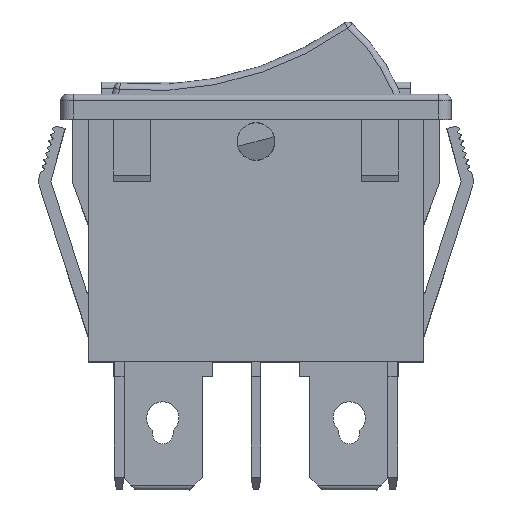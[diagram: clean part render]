
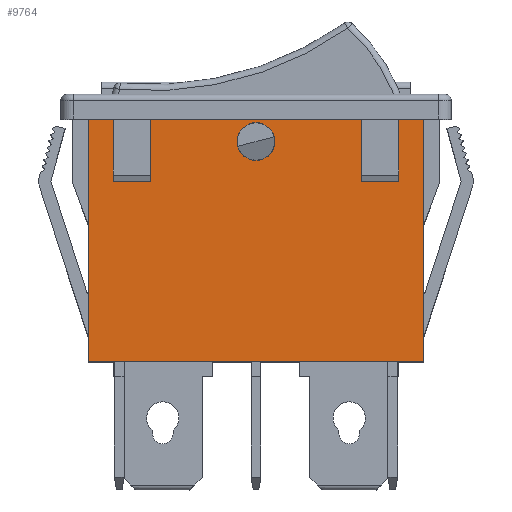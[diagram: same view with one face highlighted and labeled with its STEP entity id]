
A CAD part, top view. The second image highlights one B-rep face of the part: STEP entity #9764.
In plain terms, the highlighted planar face has unit normal (0, 0, 1).
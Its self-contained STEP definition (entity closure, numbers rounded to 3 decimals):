
#121 = CARTESIAN_POINT ( 'NONE',  ( -11.5, -3.2, 13.2 ) ) ;
#162 = LINE ( 'NONE', #10259, #1123 ) ;
#279 = ORIENTED_EDGE ( 'NONE', *, *, #6057, .F. ) ;
#302 = EDGE_CURVE ( 'NONE', #9789, #3245, #10241, .T. ) ;
#309 = VERTEX_POINT ( 'NONE', #668 ) ;
#375 = DIRECTION ( 'NONE',  ( -1., 0., 0. ) ) ;
#668 = CARTESIAN_POINT ( 'NONE',  ( 8.5, 1.8, 13.2 ) ) ;
#706 = ORIENTED_EDGE ( 'NONE', *, *, #842, .F. ) ;
#842 = EDGE_CURVE ( 'NONE', #10934, #9789, #6515, .T. ) ;
#929 = CARTESIAN_POINT ( 'NONE',  ( -8.5, 1.8, 13.2 ) ) ;
#1123 = VECTOR ( 'NONE', #10170, 1000. ) ;
#1257 = VERTEX_POINT ( 'NONE', #11885 ) ;
#1306 = CARTESIAN_POINT ( 'NONE',  ( -11.5, 1.8, 13.2 ) ) ;
#1348 = VECTOR ( 'NONE', #10843, 1000. ) ;
#1409 = CARTESIAN_POINT ( 'NONE',  ( 0., 1.8, 13.2 ) ) ;
#1521 = EDGE_CURVE ( 'NONE', #8826, #1257, #6030, .T. ) ;
#1528 = CARTESIAN_POINT ( 'NONE',  ( 13.5, 1.8, 13.2 ) ) ;
#1529 = EDGE_CURVE ( 'NONE', #309, #3245, #7468, .T. ) ;
#1798 = VECTOR ( 'NONE', #5901, 1000. ) ;
#1988 = VERTEX_POINT ( 'NONE', #10205 ) ;
#2241 = DIRECTION ( 'NONE',  ( 1., 0., 0. ) ) ;
#2249 = CARTESIAN_POINT ( 'NONE',  ( -13.5, 3.8, 13.2 ) ) ;
#2281 = EDGE_CURVE ( 'NONE', #11567, #10934, #2943, .T. ) ;
#2499 = ORIENTED_EDGE ( 'NONE', *, *, #9945, .F. ) ;
#2520 = CARTESIAN_POINT ( 'NONE',  ( 8.5, -3.2, 13.2 ) ) ;
#2717 = EDGE_CURVE ( 'NONE', #8826, #6931, #3661, .T. ) ;
#2865 = EDGE_CURVE ( 'NONE', #7461, #3847, #10361, .T. ) ;
#2943 = LINE ( 'NONE', #8813, #1348 ) ;
#3048 = VECTOR ( 'NONE', #12550, 1000. ) ;
#3082 = LINE ( 'NONE', #10312, #6715 ) ;
#3241 = FACE_OUTER_BOUND ( 'NONE', #9030, .T. ) ;
#3245 = VERTEX_POINT ( 'NONE', #929 ) ;
#3287 = CARTESIAN_POINT ( 'NONE',  ( 13.5, 3.8, 13.2 ) ) ;
#3292 = ORIENTED_EDGE ( 'NONE', *, *, #302, .F. ) ;
#3457 = CARTESIAN_POINT ( 'NONE',  ( -13.5, -17.7, 13.2 ) ) ;
#3661 = LINE ( 'NONE', #3287, #6037 ) ;
#3743 = ORIENTED_EDGE ( 'NONE', *, *, #4286, .F. ) ;
#3847 = VERTEX_POINT ( 'NONE', #2520 ) ;
#4040 = DIRECTION ( 'NONE',  ( 1., 0., 0. ) ) ;
#4286 = EDGE_CURVE ( 'NONE', #1988, #1988, #4578, .T. ) ;
#4290 = DIRECTION ( 'NONE',  ( 0., -1., 0. ) ) ;
#4578 = CIRCLE ( 'NONE', #6812, 1.525 ) ;
#4692 = CARTESIAN_POINT ( 'NONE',  ( -8.5, 1.8, 13.2 ) ) ;
#4933 = ORIENTED_EDGE ( 'NONE', *, *, #2865, .T. ) ;
#4998 = CARTESIAN_POINT ( 'NONE',  ( 0., 0., 13.2 ) ) ;
#5019 = CARTESIAN_POINT ( 'NONE',  ( -13.5, -17.7, 13.2 ) ) ;
#5567 = ORIENTED_EDGE ( 'NONE', *, *, #13131, .T. ) ;
#5861 = CARTESIAN_POINT ( 'NONE',  ( 0., 1.8, 13.2 ) ) ;
#5901 = DIRECTION ( 'NONE',  ( -1., 0., 0. ) ) ;
#6009 = DIRECTION ( 'NONE',  ( 1., 0., 0. ) ) ;
#6030 = LINE ( 'NONE', #12416, #8588 ) ;
#6037 = VECTOR ( 'NONE', #4290, 1000. ) ;
#6057 = EDGE_CURVE ( 'NONE', #309, #3847, #162, .T. ) ;
#6164 = CARTESIAN_POINT ( 'NONE',  ( 13.5, -17.7, 13.2 ) ) ;
#6268 = DIRECTION ( 'NONE',  ( 0., 1., 0. ) ) ;
#6465 = ORIENTED_EDGE ( 'NONE', *, *, #11280, .T. ) ;
#6515 = LINE ( 'NONE', #8369, #9738 ) ;
#6715 = VECTOR ( 'NONE', #6268, 1000. ) ;
#6812 = AXIS2_PLACEMENT_3D ( 'NONE', #10359, #10497, #2241 ) ;
#6931 = VERTEX_POINT ( 'NONE', #6164 ) ;
#7029 = EDGE_CURVE ( 'NONE', #11057, #7241, #10011, .T. ) ;
#7241 = VERTEX_POINT ( 'NONE', #3457 ) ;
#7438 = CARTESIAN_POINT ( 'NONE',  ( 17.5, -3.2, 13.2 ) ) ;
#7461 = VERTEX_POINT ( 'NONE', #11063 ) ;
#7468 = LINE ( 'NONE', #1409, #8767 ) ;
#8007 = FACE_BOUND ( 'NONE', #12951, .T. ) ;
#8369 = CARTESIAN_POINT ( 'NONE',  ( -17.5, -3.2, 13.2 ) ) ;
#8504 = DIRECTION ( 'NONE',  ( -1., 0., 0. ) ) ;
#8588 = VECTOR ( 'NONE', #375, 1000. ) ;
#8700 = AXIS2_PLACEMENT_3D ( 'NONE', #4998, #12114, #6009 ) ;
#8767 = VECTOR ( 'NONE', #8504, 1000. ) ;
#8813 = CARTESIAN_POINT ( 'NONE',  ( -11.5, 1.8, 13.2 ) ) ;
#8826 = VERTEX_POINT ( 'NONE', #1528 ) ;
#9030 = EDGE_LOOP ( 'NONE', ( #10165, #6465, #9517, #5567, #10746, #11969, #2499, #4933, #279, #11930, #3292, #706 ) ) ;
#9324 = DIRECTION ( 'NONE',  ( 1., 0., 0. ) ) ;
#9354 = DIRECTION ( 'NONE',  ( 0., -1., 0. ) ) ;
#9404 = CARTESIAN_POINT ( 'NONE',  ( -13.5, 1.8, 13.2 ) ) ;
#9459 = VECTOR ( 'NONE', #4040, 1000. ) ;
#9517 = ORIENTED_EDGE ( 'NONE', *, *, #7029, .T. ) ;
#9738 = VECTOR ( 'NONE', #9324, 1000. ) ;
#9764 = ADVANCED_FACE ( 'NONE', ( #8007, #3241 ), #10050, .T. ) ;
#9789 = VERTEX_POINT ( 'NONE', #10223 ) ;
#9945 = EDGE_CURVE ( 'NONE', #7461, #1257, #3082, .T. ) ;
#10011 = LINE ( 'NONE', #2249, #12361 ) ;
#10050 = PLANE ( 'NONE',  #8700 ) ;
#10165 = ORIENTED_EDGE ( 'NONE', *, *, #2281, .F. ) ;
#10170 = DIRECTION ( 'NONE',  ( 0., -1., 0. ) ) ;
#10205 = CARTESIAN_POINT ( 'NONE',  ( 1.525, 0., 13.2 ) ) ;
#10223 = CARTESIAN_POINT ( 'NONE',  ( -8.5, -3.2, 13.2 ) ) ;
#10241 = LINE ( 'NONE', #4692, #12932 ) ;
#10259 = CARTESIAN_POINT ( 'NONE',  ( 8.5, 1.8, 13.2 ) ) ;
#10312 = CARTESIAN_POINT ( 'NONE',  ( 11.5, 1.8, 13.2 ) ) ;
#10359 = CARTESIAN_POINT ( 'NONE',  ( 0., 0., 13.2 ) ) ;
#10361 = LINE ( 'NONE', #7438, #3048 ) ;
#10497 = DIRECTION ( 'NONE',  ( 0., 0., 1. ) ) ;
#10746 = ORIENTED_EDGE ( 'NONE', *, *, #2717, .F. ) ;
#10843 = DIRECTION ( 'NONE',  ( 0., -1., 0. ) ) ;
#10856 = LINE ( 'NONE', #5861, #1798 ) ;
#10934 = VERTEX_POINT ( 'NONE', #121 ) ;
#11057 = VERTEX_POINT ( 'NONE', #9404 ) ;
#11063 = CARTESIAN_POINT ( 'NONE',  ( 11.5, -3.2, 13.2 ) ) ;
#11280 = EDGE_CURVE ( 'NONE', #11567, #11057, #10856, .T. ) ;
#11511 = LINE ( 'NONE', #5019, #9459 ) ;
#11567 = VERTEX_POINT ( 'NONE', #1306 ) ;
#11809 = DIRECTION ( 'NONE',  ( 0., 1., 0. ) ) ;
#11885 = CARTESIAN_POINT ( 'NONE',  ( 11.5, 1.8, 13.2 ) ) ;
#11930 = ORIENTED_EDGE ( 'NONE', *, *, #1529, .T. ) ;
#11969 = ORIENTED_EDGE ( 'NONE', *, *, #1521, .T. ) ;
#12114 = DIRECTION ( 'NONE',  ( 0., 0., 1. ) ) ;
#12361 = VECTOR ( 'NONE', #9354, 1000. ) ;
#12416 = CARTESIAN_POINT ( 'NONE',  ( 0., 1.8, 13.2 ) ) ;
#12550 = DIRECTION ( 'NONE',  ( -1., 0., 0. ) ) ;
#12932 = VECTOR ( 'NONE', #11809, 1000. ) ;
#12951 = EDGE_LOOP ( 'NONE', ( #3743 ) ) ;
#13131 = EDGE_CURVE ( 'NONE', #7241, #6931, #11511, .T. ) ;
